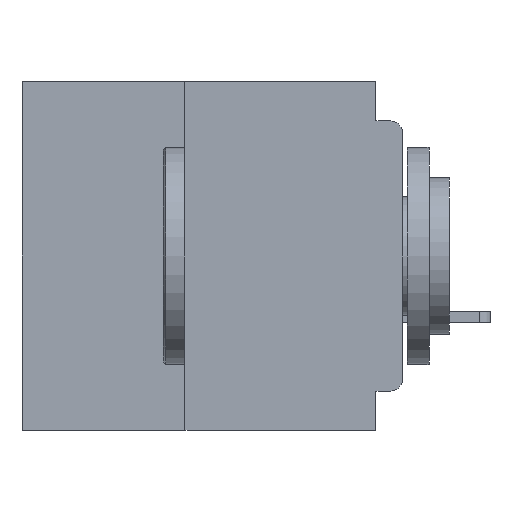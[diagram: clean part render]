
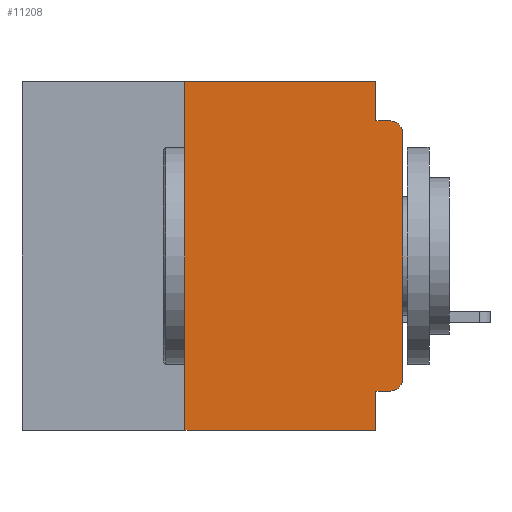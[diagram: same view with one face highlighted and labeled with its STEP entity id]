
A CAD part, left-side view. The second image highlights one B-rep face of the part: STEP entity #11208.
In plain terms, the highlighted planar face has unit normal (-1, 0, 0).
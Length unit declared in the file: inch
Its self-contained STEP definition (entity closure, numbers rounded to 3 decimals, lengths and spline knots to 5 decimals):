
#694 = DIRECTION ( 'NONE',  ( 0., 0., -1. ) ) ;
#2914 = VERTEX_POINT ( 'NONE', #23207 ) ;
#3131 = EDGE_CURVE ( 'NONE', #44029, #2914, #7115, .T. ) ;
#3826 = DIRECTION ( 'NONE',  ( 0., -1., 0. ) ) ;
#3864 = VECTOR ( 'NONE', #14898, 39.37008 ) ;
#4961 = EDGE_CURVE ( 'NONE', #29305, #53290, #54100, .T. ) ;
#4996 = CARTESIAN_POINT ( 'NONE',  ( 0., 0.031, 0. ) ) ;
#5386 = LINE ( 'NONE', #7213, #17421 ) ;
#7115 = LINE ( 'NONE', #15420, #3864 ) ;
#7213 = CARTESIAN_POINT ( 'NONE',  ( 0., 0., -0.045 ) ) ;
#7340 = EDGE_CURVE ( 'NONE', #53126, #19025, #28996, .T. ) ;
#7829 = ORIENTED_EDGE ( 'NONE', *, *, #46571, .F. ) ;
#9730 = LINE ( 'NONE', #13981, #21705 ) ;
#9765 = DIRECTION ( 'NONE',  ( 0., 0., -1. ) ) ;
#9937 = DIRECTION ( 'NONE',  ( 0., -1., 0. ) ) ;
#10443 = EDGE_CURVE ( 'NONE', #53126, #29305, #52898, .T. ) ;
#10880 = CARTESIAN_POINT ( 'NONE',  ( 0., 0.031, 0. ) ) ;
#11208 = ADVANCED_FACE ( 'NONE', ( #32008 ), #18306, .F. ) ;
#11484 = CARTESIAN_POINT ( 'NONE',  ( 0., 0., -0.355 ) ) ;
#13405 = VECTOR ( 'NONE', #9765, 39.37008 ) ;
#13981 = CARTESIAN_POINT ( 'NONE',  ( 0., 0.437, -0.4 ) ) ;
#14008 = ORIENTED_EDGE ( 'NONE', *, *, #3131, .F. ) ;
#14898 = DIRECTION ( 'NONE',  ( 0., 0., 1. ) ) ;
#15420 = CARTESIAN_POINT ( 'NONE',  ( 0., 0.25, -0.4 ) ) ;
#16493 = AXIS2_PLACEMENT_3D ( 'NONE', #43699, #28557, #64186 ) ;
#16605 = CARTESIAN_POINT ( 'NONE',  ( 0., 0.015, -0.06 ) ) ;
#16644 = VECTOR ( 'NONE', #694, 39.37008 ) ;
#17291 = EDGE_CURVE ( 'NONE', #23976, #28329, #37893, .T. ) ;
#17319 = DIRECTION ( 'NONE',  ( 0., -1., 0. ) ) ;
#17421 = VECTOR ( 'NONE', #17319, 39.37008 ) ;
#18306 = PLANE ( 'NONE',  #16493 ) ;
#18652 = LINE ( 'NONE', #40454, #44151 ) ;
#19025 = VERTEX_POINT ( 'NONE', #57705 ) ;
#21342 = CARTESIAN_POINT ( 'NONE',  ( 0., 0.031, -0.355 ) ) ;
#21705 = VECTOR ( 'NONE', #3826, 39.37008 ) ;
#21725 = DIRECTION ( 'NONE',  ( 0., 0., -1. ) ) ;
#21954 = EDGE_CURVE ( 'NONE', #2914, #50613, #18652, .T. ) ;
#23134 = CARTESIAN_POINT ( 'NONE',  ( 0., 0.031, -0.045 ) ) ;
#23207 = CARTESIAN_POINT ( 'NONE',  ( 0., 0.25, 0. ) ) ;
#23976 = VERTEX_POINT ( 'NONE', #36082 ) ;
#24725 = ORIENTED_EDGE ( 'NONE', *, *, #4961, .F. ) ;
#25815 = VECTOR ( 'NONE', #52300, 39.37008 ) ;
#25945 = LINE ( 'NONE', #37915, #51441 ) ;
#26813 = CARTESIAN_POINT ( 'NONE',  ( 0., 0.015, -0.34 ) ) ;
#28311 = AXIS2_PLACEMENT_3D ( 'NONE', #16605, #52293, #21725 ) ;
#28329 = VERTEX_POINT ( 'NONE', #64004 ) ;
#28398 = CARTESIAN_POINT ( 'NONE',  ( 0., 0.015, -0.355 ) ) ;
#28557 = DIRECTION ( 'NONE',  ( 1., 0., 0. ) ) ;
#28898 = ORIENTED_EDGE ( 'NONE', *, *, #7340, .T. ) ;
#28996 = CIRCLE ( 'NONE', #64978, 0.015 ) ;
#29305 = VERTEX_POINT ( 'NONE', #21342 ) ;
#30975 = EDGE_LOOP ( 'NONE', ( #31032, #49518, #42273, #7829, #32657, #14008, #32269, #24725, #65082, #28898 ) ) ;
#31032 = ORIENTED_EDGE ( 'NONE', *, *, #55072, .T. ) ;
#31892 = DIRECTION ( 'NONE',  ( 0., 0., -1. ) ) ;
#32008 = FACE_OUTER_BOUND ( 'NONE', #30975, .T. ) ;
#32269 = ORIENTED_EDGE ( 'NONE', *, *, #33396, .T. ) ;
#32657 = ORIENTED_EDGE ( 'NONE', *, *, #21954, .F. ) ;
#33396 = EDGE_CURVE ( 'NONE', #44029, #53290, #9730, .T. ) ;
#36082 = CARTESIAN_POINT ( 'NONE',  ( 0., 0., -0.06 ) ) ;
#37893 = CIRCLE ( 'NONE', #28311, 0.015 ) ;
#37915 = CARTESIAN_POINT ( 'NONE',  ( 0., 0., 0. ) ) ;
#40454 = CARTESIAN_POINT ( 'NONE',  ( 0., 0.437, 0. ) ) ;
#42273 = ORIENTED_EDGE ( 'NONE', *, *, #46751, .F. ) ;
#43050 = DIRECTION ( 'NONE',  ( 0., 0., 1. ) ) ;
#43699 = CARTESIAN_POINT ( 'NONE',  ( 0., 0.437, 0. ) ) ;
#44029 = VERTEX_POINT ( 'NONE', #49599 ) ;
#44151 = VECTOR ( 'NONE', #9937, 39.37008 ) ;
#45440 = CARTESIAN_POINT ( 'NONE',  ( 0., 0.031, -0.4 ) ) ;
#46571 = EDGE_CURVE ( 'NONE', #50613, #49068, #57349, .T. ) ;
#46751 = EDGE_CURVE ( 'NONE', #49068, #28329, #5386, .T. ) ;
#49068 = VERTEX_POINT ( 'NONE', #23134 ) ;
#49518 = ORIENTED_EDGE ( 'NONE', *, *, #17291, .T. ) ;
#49599 = CARTESIAN_POINT ( 'NONE',  ( 0., 0.25, -0.4 ) ) ;
#50019 = CARTESIAN_POINT ( 'NONE',  ( 0., 0.031, -0.4 ) ) ;
#50613 = VERTEX_POINT ( 'NONE', #4996 ) ;
#51441 = VECTOR ( 'NONE', #43050, 39.37008 ) ;
#52293 = DIRECTION ( 'NONE',  ( -1., 0., 0. ) ) ;
#52300 = DIRECTION ( 'NONE',  ( 0., 1., 0. ) ) ;
#52898 = LINE ( 'NONE', #11484, #25815 ) ;
#53126 = VERTEX_POINT ( 'NONE', #28398 ) ;
#53290 = VERTEX_POINT ( 'NONE', #50019 ) ;
#54100 = LINE ( 'NONE', #45440, #13405 ) ;
#55072 = EDGE_CURVE ( 'NONE', #19025, #23976, #25945, .T. ) ;
#57349 = LINE ( 'NONE', #10880, #16644 ) ;
#57705 = CARTESIAN_POINT ( 'NONE',  ( 0., 0., -0.34 ) ) ;
#62417 = DIRECTION ( 'NONE',  ( -1., 0., 0. ) ) ;
#64004 = CARTESIAN_POINT ( 'NONE',  ( 0., 0.015, -0.045 ) ) ;
#64186 = DIRECTION ( 'NONE',  ( 0., 0., -1. ) ) ;
#64978 = AXIS2_PLACEMENT_3D ( 'NONE', #26813, #62417, #31892 ) ;
#65082 = ORIENTED_EDGE ( 'NONE', *, *, #10443, .F. ) ;
